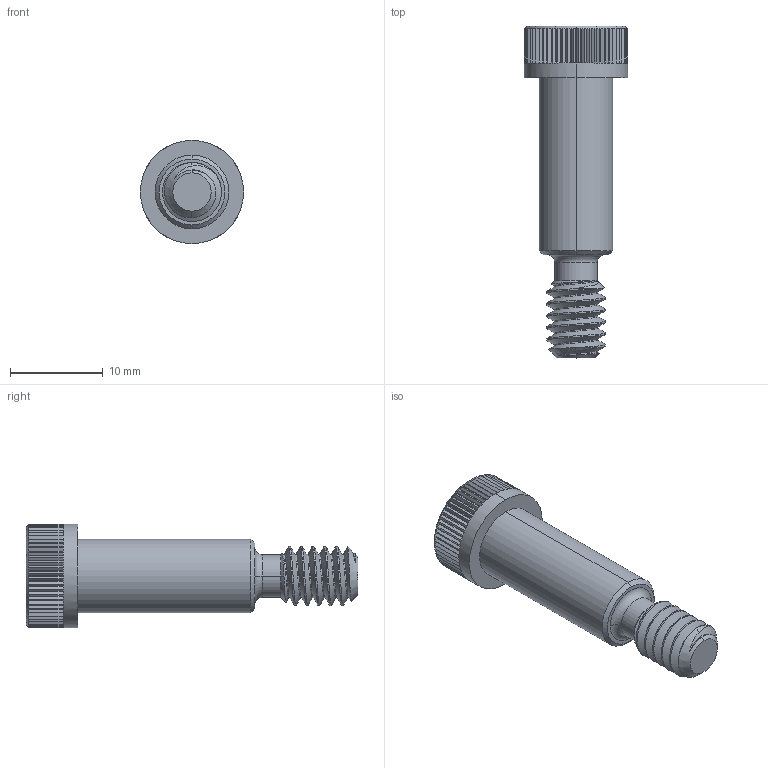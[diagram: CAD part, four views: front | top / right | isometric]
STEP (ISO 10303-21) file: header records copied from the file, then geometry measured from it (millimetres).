
FILE_DESCRIPTION (( 'STEP AP203' ), '1' );
FILE_NAME ('91259A581.step', '2014-08-07T12:37:59', ( '' ), ( '' ), 'SwSTEP 2.0', 'SolidWorks 2013', '' );
FILE_SCHEMA (( 'CONFIG_CONTROL_DESIGN' ));
Length unit declared in the file: inch
Products named in the file (1): 91259A581
Bounding box: 11.11 x 35.72 x 11.11 mm (x, y, z)
Volume: 1663.2 mm3; surface area: 1221.2 mm2
Topology: 1 solids, 1 shells, 377 faces, 858 edges, 486 vertices
Faces by surface type: plane 251, cylinder 106, cone 16, torus 2, bspline 2
Entity records: 11235 total; most frequent: CARTESIAN_POINT 2753, DIRECTION 1850, ORIENTED_EDGE 1716, EDGE_CURVE 858, AXIS2_PLACEMENT_3D 682, VECTOR 486, LINE 486, VERTEX_POINT 486
